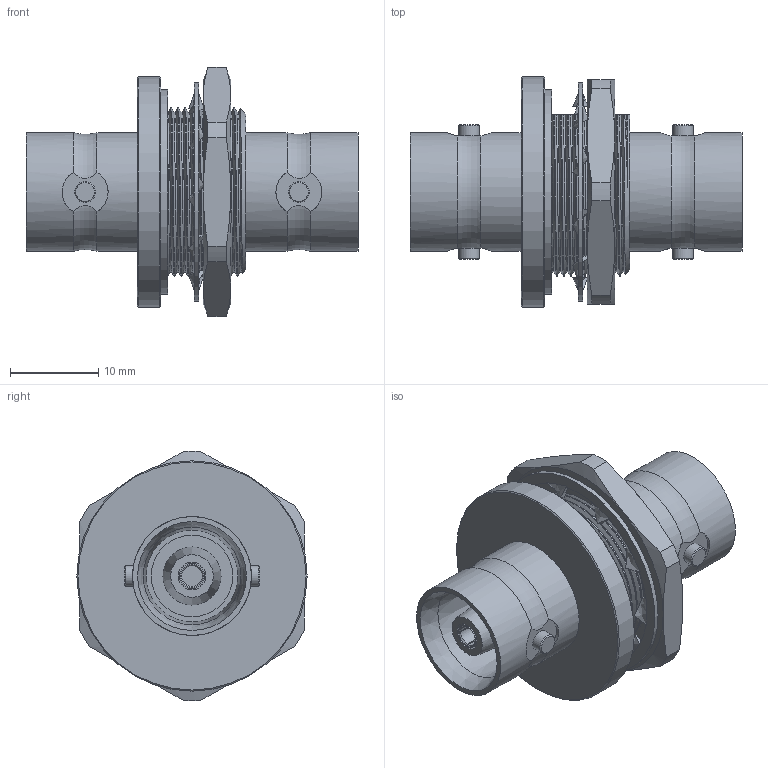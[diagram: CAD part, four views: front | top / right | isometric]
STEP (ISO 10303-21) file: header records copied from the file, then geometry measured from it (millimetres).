
FILE_DESCRIPTION (( 'STEP AP203' ), '1' );
FILE_NAME ('PE9186_3D_3D.step', '2021-10-07T15:05:40', ( '' ), ( '' ), 'SwSTEP 2.0', 'SolidWorks 2021', '' );
FILE_SCHEMA (( 'CONFIG_CONTROL_DESIGN' ));
Length unit declared in the file: inch
Products named in the file (1): PE9186_3D_3D
Bounding box: 37.59 x 26.07 x 28.22 mm (x, y, z)
Volume: 7099.2 mm3; surface area: 6518 mm2
Topology: 4 solids, 4 shells, 258 faces, 717 edges, 485 vertices
Faces by surface type: bspline 82, plane 80, cylinder 59, cone 33, torus 4
Full cylindrical faces by diameter (mm): 2.337 x2, 2.362 x4, 2.845 x2, 3.15 x2, 9.25 x2, 13.462 x4, 19.05 x1, 19.828 x1, 23.13 x1, 23.732 x1, 24.765 x1, 26.073 x1
Entity records: 28808 total; most frequent: CARTESIAN_POINT 23077, ORIENTED_EDGE 1346, DIRECTION 900, EDGE_CURVE 673, VERTEX_POINT 475, AXIS2_PLACEMENT_3D 353, EDGE_LOOP 316, FACE_OUTER_BOUND 280
